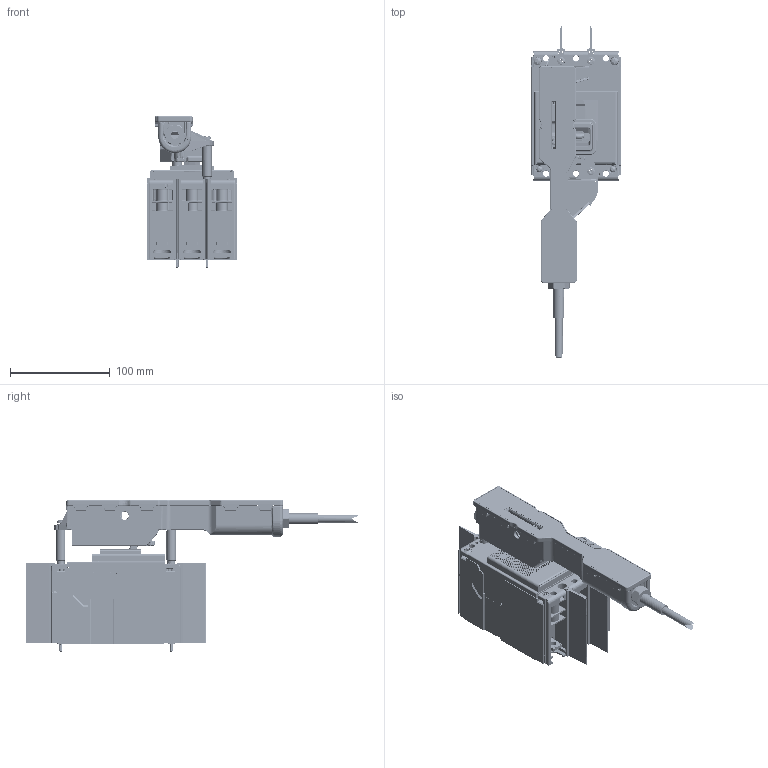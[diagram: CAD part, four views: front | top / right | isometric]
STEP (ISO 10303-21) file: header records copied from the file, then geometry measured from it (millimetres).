
FILE_DESCRIPTION((''),'2;1');
FILE_NAME('2TSE730003P1012','2017-03-09T',('USLAWIL2'),(''),'CREO PARAMETRIC BY PTC INC, 2015290','CREO PARAMETRIC BY PTC INC, 2015290','');
FILE_SCHEMA(('CONFIG_CONTROL_DESIGN'));
Products named in the file (1): 2TSE730003P1012
Bounding box: 90 x 333.62 x 152.14 mm (x, y, z)
Surface area: 246518.2 mm2 (no closed solid volume)
Topology: 0 solids, 7635 shells, 7635 faces, 43035 edges, 43023 vertices
Faces by surface type: plane 4885, cylinder 1364, extrusion 747, torus 254, bspline 189, cone 183, sphere 13
Entity records: 460244 total; most frequent: CARTESIAN_POINT 153509, DIRECTION 51767, VERTEX_POINT 43023, ORIENTED_EDGE 43023, EDGE_CURVE 43023, VECTOR 32579, LINE 31832, AXIS2_PLACEMENT_3D 9594
